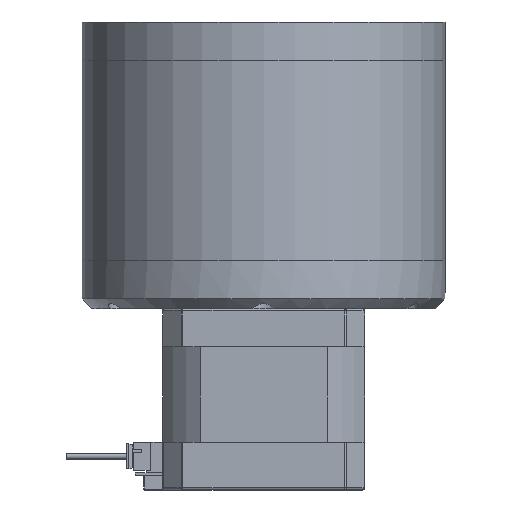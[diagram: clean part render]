
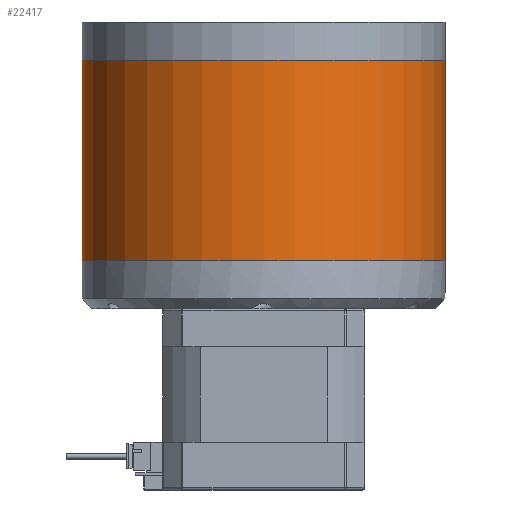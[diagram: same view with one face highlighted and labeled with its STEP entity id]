
A CAD part, left-side view. The second image highlights one B-rep face of the part: STEP entity #22417.
In plain terms, the highlighted cylindrical face has radius 38 mm (diameter 76 mm), a full revolution.
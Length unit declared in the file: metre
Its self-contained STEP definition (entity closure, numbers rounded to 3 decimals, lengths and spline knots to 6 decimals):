
#7472=ORIENTED_EDGE('',*,*,#12599,.F.);
#7473=ORIENTED_EDGE('',*,*,#12390,.F.);
#12390=EDGE_CURVE('',#15207,#15207,#17006,.T.);
#12599=EDGE_CURVE('',#15416,#15416,#17111,.T.);
#15207=VERTEX_POINT('',#40224);
#15416=VERTEX_POINT('',#42099);
#17006=CIRCLE('',#25344,0.038);
#17111=CIRCLE('',#25450,0.038);
#18511=EDGE_LOOP('',(#7472));
#18512=EDGE_LOOP('',(#7473));
#20341=FACE_BOUND('',#18511,.T.);
#20342=FACE_BOUND('',#18512,.T.);
#21502=CYLINDRICAL_SURFACE('',#25449,0.038);
#22417=ADVANCED_FACE('',(#20341,#20342),#21502,.T.);
#25344=AXIS2_PLACEMENT_3D('',#40223,#29268,#29269);
#25449=AXIS2_PLACEMENT_3D('',#42097,#29478,#29479);
#25450=AXIS2_PLACEMENT_3D('',#42098,#29480,#29481);
#29268=DIRECTION('',(0.,1.,0.));
#29269=DIRECTION('',(0.,0.,1.));
#29478=DIRECTION('',(0.,1.,0.));
#29479=DIRECTION('',(0.,0.,1.));
#29480=DIRECTION('',(0.,-1.,0.));
#29481=DIRECTION('',(0.,0.,-1.));
#40223=CARTESIAN_POINT('',(0.,0.,0.));
#40224=CARTESIAN_POINT('',(0.,0.,0.038));
#42097=CARTESIAN_POINT('',(0.,-0.007,0.));
#42098=CARTESIAN_POINT('',(0.,-0.042,0.));
#42099=CARTESIAN_POINT('',(0.,-0.042,-0.038));
